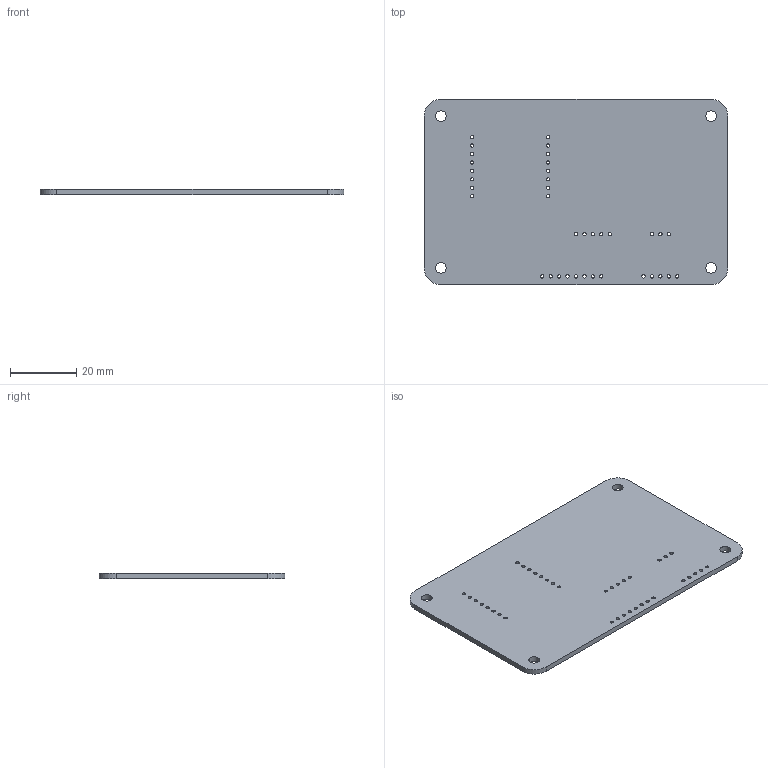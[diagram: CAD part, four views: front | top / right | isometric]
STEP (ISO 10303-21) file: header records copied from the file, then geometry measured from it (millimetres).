
FILE_DESCRIPTION(('KiCad electronic assembly'),'2;1');
FILE_NAME('kiln-pcb.step','2022-05-28T12:17:24',('Pcbnew'),('Kicad'), 'Open CASCADE STEP processor 7.5','KiCad to STEP converter','Unknown' );
FILE_SCHEMA(('AUTOMOTIVE_DESIGN { 1 0 10303 214 1 1 1 1 }'));
Length unit declared in the file: millimetre
Products named in the file (2): kiln-pcb 1; kiln-pcb PCB
Assembly tree (1 placements, depth 2):
  kiln-pcb 1
    kiln-pcb PCB
Bounding box: 91.44 x 55.88 x 1.6 mm (x, y, z)
Volume: 8042.1 mm3; surface area: 10760.4 mm2
Topology: 1 solids, 1 shells, 51 faces, 147 edges, 98 vertices
Faces by surface type: cylinder 45, plane 6
Full cylindrical faces by diameter (mm): 1 x37, 3.2 x4
Entity records: 3853 total; most frequent: DIRECTION 637, CARTESIAN_POINT 592, ORIENTED_EDGE 294, PCURVE 294, DEFINITIONAL_REPRESENTATION 294, LINE 261, VECTOR 261, CIRCLE 180
